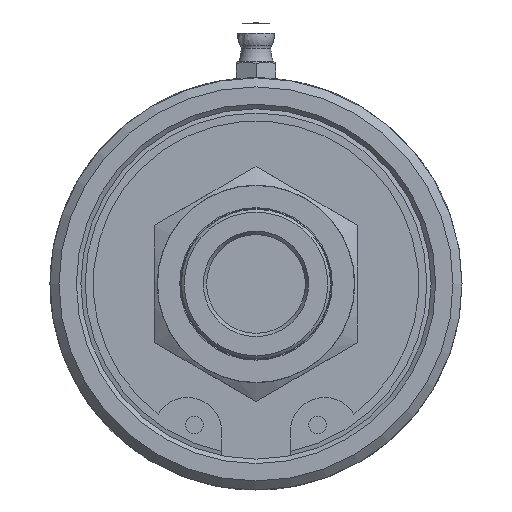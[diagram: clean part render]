
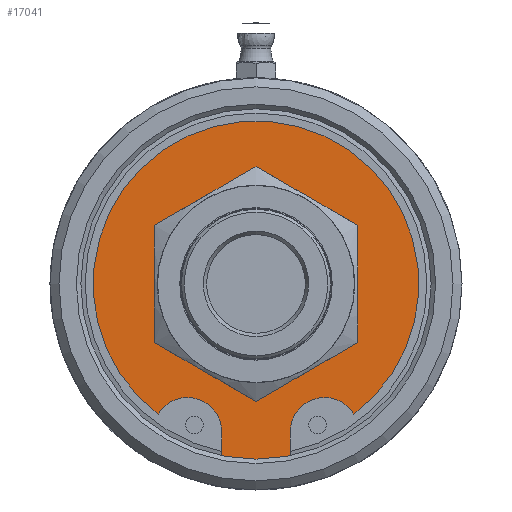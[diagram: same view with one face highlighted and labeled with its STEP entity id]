
A CAD part, left-side view. The second image highlights one B-rep face of the part: STEP entity #17041.
In plain terms, the highlighted planar face has unit normal (-1, 0, 0).
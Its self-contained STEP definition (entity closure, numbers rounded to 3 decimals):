
#463=PLANE('',#18057);
#861=CIRCLE('',#17940,31.533);
#863=CIRCLE('',#17942,31.533);
#876=CIRCLE('',#17967,17.5);
#908=CIRCLE('',#18047,6.066);
#910=CIRCLE('',#18050,28.854);
#912=CIRCLE('',#18053,6.066);
#1089=FACE_BOUND('',#3360,.T.);
#2303=FACE_OUTER_BOUND('',#3359,.T.);
#3359=EDGE_LOOP('',(#15310,#15311,#15312,#15313,#15314,#15315,#15316));
#3360=EDGE_LOOP('',(#15317));
#4479=LINE('',#38124,#5546);
#4482=LINE('',#38139,#5549);
#5546=VECTOR('',#20993,10.);
#5549=VECTOR('',#21010,10.);
#7976=VERTEX_POINT('',#37716);
#7977=VERTEX_POINT('',#37717);
#7978=VERTEX_POINT('',#37719);
#7998=VERTEX_POINT('',#37879);
#8059=VERTEX_POINT('',#38122);
#8064=VERTEX_POINT('',#38138);
#8066=VERTEX_POINT('',#38144);
#8068=VERTEX_POINT('',#38150);
#10359=EDGE_CURVE('',#7978,#7976,#861,.T.);
#10362=EDGE_CURVE('',#7977,#7978,#863,.T.);
#10385=EDGE_CURVE('',#7998,#7998,#876,.T.);
#10484=EDGE_CURVE('',#8059,#7976,#4479,.T.);
#10491=EDGE_CURVE('',#7977,#8064,#4482,.T.);
#10494=EDGE_CURVE('',#8064,#8066,#908,.T.);
#10497=EDGE_CURVE('',#8068,#8066,#910,.T.);
#10500=EDGE_CURVE('',#8059,#8068,#912,.T.);
#15310=ORIENTED_EDGE('',*,*,#10500,.T.);
#15311=ORIENTED_EDGE('',*,*,#10497,.T.);
#15312=ORIENTED_EDGE('',*,*,#10494,.F.);
#15313=ORIENTED_EDGE('',*,*,#10491,.F.);
#15314=ORIENTED_EDGE('',*,*,#10362,.T.);
#15315=ORIENTED_EDGE('',*,*,#10359,.T.);
#15316=ORIENTED_EDGE('',*,*,#10484,.F.);
#15317=ORIENTED_EDGE('',*,*,#10385,.T.);
#17041=ADVANCED_FACE('',(#2303,#1089),#463,.T.);
#17940=AXIS2_PLACEMENT_3D('',#37720,#20739,#20740);
#17942=AXIS2_PLACEMENT_3D('',#37724,#20744,#20745);
#17967=AXIS2_PLACEMENT_3D('',#37880,#20798,#20799);
#18047=AXIS2_PLACEMENT_3D('',#38145,#21015,#21016);
#18050=AXIS2_PLACEMENT_3D('',#38151,#21022,#21023);
#18053=AXIS2_PLACEMENT_3D('',#38156,#21029,#21030);
#18057=AXIS2_PLACEMENT_3D('',#38160,#21037,#21038);
#20739=DIRECTION('center_axis',(-1.,0.,0.));
#20740=DIRECTION('ref_axis',(0.,0.,1.));
#20744=DIRECTION('center_axis',(-1.,0.,0.));
#20745=DIRECTION('ref_axis',(0.,0.,1.));
#20798=DIRECTION('center_axis',(1.,0.,0.));
#20799=DIRECTION('ref_axis',(0.,0.,-1.));
#20993=DIRECTION('',(0.,0.,-1.));
#21010=DIRECTION('',(0.,0.,1.));
#21015=DIRECTION('center_axis',(-1.,0.,0.));
#21016=DIRECTION('ref_axis',(0.,-1.,0.));
#21022=DIRECTION('center_axis',(-1.,0.,0.));
#21023=DIRECTION('ref_axis',(0.,0.601,0.799));
#21029=DIRECTION('center_axis',(1.,0.,0.));
#21030=DIRECTION('ref_axis',(0.,-0.858,0.514));
#21037=DIRECTION('center_axis',(-1.,0.,0.));
#21038=DIRECTION('ref_axis',(0.,-1.,0.));
#37716=CARTESIAN_POINT('',(38.55,-6.066,-30.944));
#37717=CARTESIAN_POINT('',(38.55,6.066,-30.944));
#37719=CARTESIAN_POINT('',(38.55,0.,-31.533));
#37720=CARTESIAN_POINT('Origin',(38.55,0.,0.));
#37724=CARTESIAN_POINT('Origin',(38.55,0.,0.));
#37879=CARTESIAN_POINT('',(38.55,0.,17.5));
#37880=CARTESIAN_POINT('Origin',(38.55,0.,0.));
#38122=CARTESIAN_POINT('',(38.55,-6.066,-26.186));
#38124=CARTESIAN_POINT('',(38.55,-6.066,-26.186));
#38138=CARTESIAN_POINT('',(38.55,6.066,-26.186));
#38139=CARTESIAN_POINT('',(38.55,6.066,-32.251));
#38144=CARTESIAN_POINT('',(38.55,17.334,-23.068));
#38145=CARTESIAN_POINT('Origin',(38.55,12.131,-26.186));
#38150=CARTESIAN_POINT('',(38.55,-17.334,-23.068));
#38151=CARTESIAN_POINT('Origin',(38.55,0.,0.));
#38156=CARTESIAN_POINT('Origin',(38.55,-12.131,-26.186));
#38160=CARTESIAN_POINT('Origin',(38.55,-28.525,0.));
